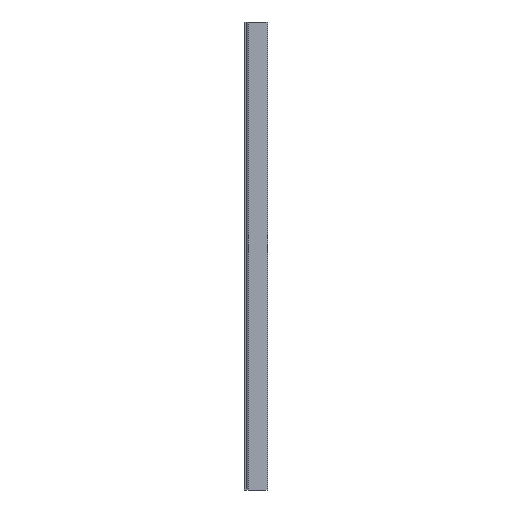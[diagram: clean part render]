
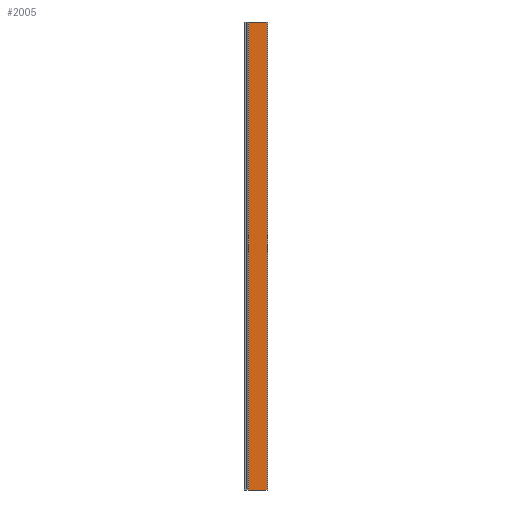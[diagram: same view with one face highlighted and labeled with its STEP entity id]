
A CAD part, left-side view. The second image highlights one B-rep face of the part: STEP entity #2005.
In plain terms, the highlighted planar face has unit normal (-1, 0, 0).
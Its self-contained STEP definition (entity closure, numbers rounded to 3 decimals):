
#50 = VECTOR ( 'NONE', #79, 1000. ) ;
#79 = DIRECTION ( 'NONE',  ( 0., -1., 0. ) ) ;
#127 = EDGE_CURVE ( 'NONE', #2408, #1691, #955, .T. ) ;
#206 = CARTESIAN_POINT ( 'NONE',  ( -38.15, 20.561, -325.007 ) ) ;
#227 = VECTOR ( 'NONE', #2297, 1000. ) ;
#314 = ORIENTED_EDGE ( 'NONE', *, *, #2618, .T. ) ;
#395 = DIRECTION ( 'NONE',  ( 0., 0., 1. ) ) ;
#401 = DIRECTION ( 'NONE',  ( -1., 0., 0. ) ) ;
#413 = LINE ( 'NONE', #1881, #1559 ) ;
#430 = CARTESIAN_POINT ( 'NONE',  ( -38.15, 4.499, -327.507 ) ) ;
#508 = ORIENTED_EDGE ( 'NONE', *, *, #588, .T. ) ;
#530 = EDGE_LOOP ( 'NONE', ( #314, #733, #2615, #508 ) ) ;
#582 = VECTOR ( 'NONE', #2176, 1000. ) ;
#588 = EDGE_CURVE ( 'NONE', #2408, #811, #2418, .T. ) ;
#594 = DIRECTION ( 'NONE',  ( 0., 1., 0. ) ) ;
#660 = FACE_OUTER_BOUND ( 'NONE', #530, .T. ) ;
#733 = ORIENTED_EDGE ( 'NONE', *, *, #2593, .T. ) ;
#793 = AXIS2_PLACEMENT_3D ( 'NONE', #430, #401, #395 ) ;
#811 = VERTEX_POINT ( 'NONE', #1673 ) ;
#955 = LINE ( 'NONE', #2201, #582 ) ;
#1223 = PLANE ( 'NONE',  #793 ) ;
#1338 = VERTEX_POINT ( 'NONE', #1724 ) ;
#1559 = VECTOR ( 'NONE', #594, 1000. ) ;
#1621 = CARTESIAN_POINT ( 'NONE',  ( -38.15, 5.768, -325.007 ) ) ;
#1673 = CARTESIAN_POINT ( 'NONE',  ( -38.15, -72.9, -325.007 ) ) ;
#1691 = VERTEX_POINT ( 'NONE', #2644 ) ;
#1724 = CARTESIAN_POINT ( 'NONE',  ( -38.15, -72.9, 1674.993 ) ) ;
#1881 = CARTESIAN_POINT ( 'NONE',  ( -38.15, 15.7, 1674.993 ) ) ;
#2005 = ADVANCED_FACE ( 'NONE', ( #660 ), #1223, .T. ) ;
#2088 = CARTESIAN_POINT ( 'NONE',  ( -38.15, -72.9, -327.507 ) ) ;
#2176 = DIRECTION ( 'NONE',  ( 0., 0., 1. ) ) ;
#2201 = CARTESIAN_POINT ( 'NONE',  ( -38.15, 5.768, 25. ) ) ;
#2297 = DIRECTION ( 'NONE',  ( 0., 0., 1. ) ) ;
#2401 = LINE ( 'NONE', #2088, #227 ) ;
#2408 = VERTEX_POINT ( 'NONE', #1621 ) ;
#2418 = LINE ( 'NONE', #206, #50 ) ;
#2593 = EDGE_CURVE ( 'NONE', #1338, #1691, #413, .T. ) ;
#2615 = ORIENTED_EDGE ( 'NONE', *, *, #127, .F. ) ;
#2618 = EDGE_CURVE ( 'NONE', #811, #1338, #2401, .T. ) ;
#2644 = CARTESIAN_POINT ( 'NONE',  ( -38.15, 5.768, 1674.993 ) ) ;
